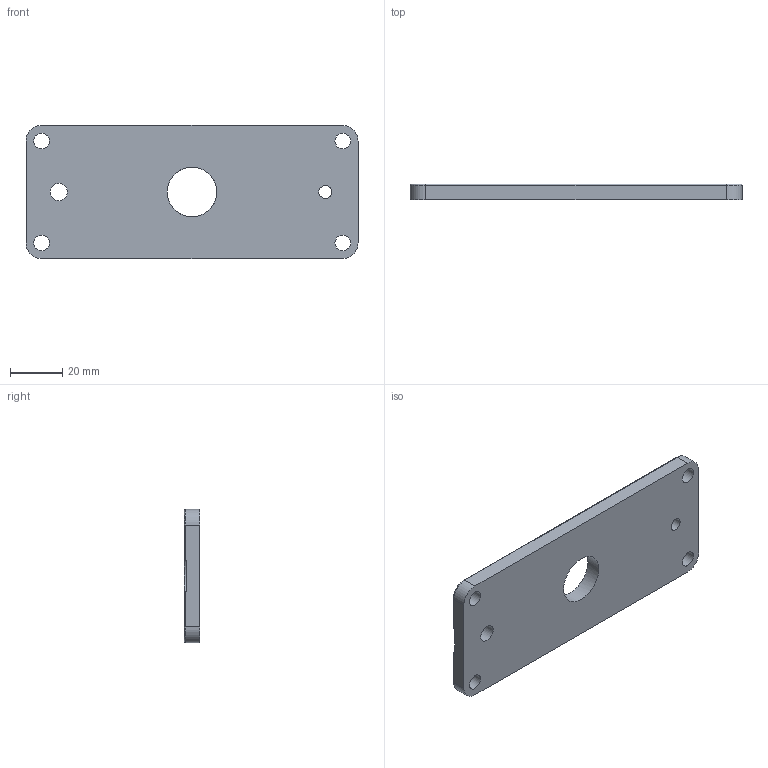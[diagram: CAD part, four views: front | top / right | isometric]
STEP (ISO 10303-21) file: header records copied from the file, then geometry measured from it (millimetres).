
FILE_DESCRIPTION(/* description */ (''),/* implementation_level */ '2;1');
FILE_NAME(/* name */ 'base_plate.stp',/* time_stamp */ '2022-05-04T14:42:21-03:00',/* author */ ('19710060'),/* organization */ (''),/* preprocessor_version */ 'ST-DEVELOPER v18.1',/* originating_system */ 'Autodesk Inventor 2022',/* authorisation */ '');
FILE_SCHEMA (('AUTOMOTIVE_DESIGN { 1 0 10303 214 3 1 1 }'));
Length unit declared in the file: millimetre
Products named in the file (1): base_plate
Bounding box: 127 x 6 x 51 mm (x, y, z)
Volume: 35337.9 mm3; surface area: 15089.1 mm2
Topology: 1 solids, 1 shells, 29 faces, 76 edges, 48 vertices
Faces by surface type: cylinder 16, plane 9, torus 4
Full cylindrical faces by diameter (mm): 4.917 x1, 6 x4, 6.6 x1, 19 x1
Entity records: 975 total; most frequent: DIRECTION 174, CARTESIAN_POINT 154, ORIENTED_EDGE 152, EDGE_CURVE 76, AXIS2_PLACEMENT_3D 68, VERTEX_POINT 48, EDGE_LOOP 42, LINE 38
